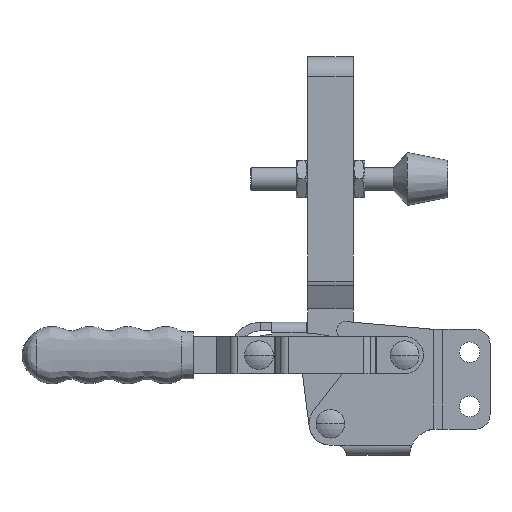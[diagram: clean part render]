
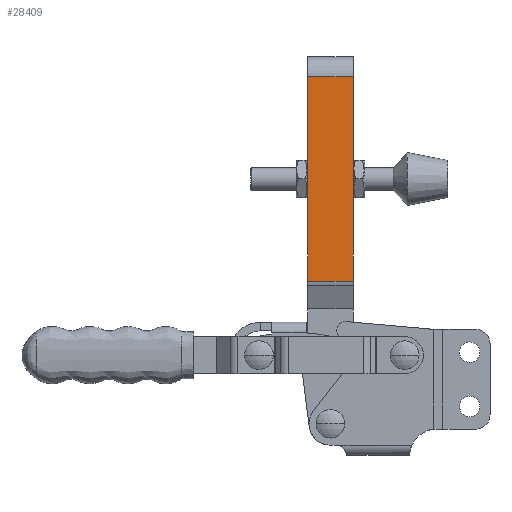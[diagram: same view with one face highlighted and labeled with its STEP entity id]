
A CAD part, left-side view. The second image highlights one B-rep face of the part: STEP entity #28409.
In plain terms, the highlighted face is planar.
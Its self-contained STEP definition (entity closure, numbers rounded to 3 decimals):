
#3303 = EDGE_CURVE ( 'NONE', #18190, #29477, #5229, .T. ) ;
#3363 = EDGE_CURVE ( 'NONE', #18187, #29467, #5326, .T. ) ;
#3403 = EDGE_CURVE ( 'NONE', #18187, #18190, #5383, .T. ) ;
#3418 = EDGE_CURVE ( 'NONE', #29467, #29477, #5405, .T. ) ;
#5229 = LINE ( 'NONE', #28658, #5233 ) ;
#5233 = VECTOR ( 'NONE', #28663, 1000. ) ;
#5326 = LINE ( 'NONE', #28805, #5329 ) ;
#5329 = VECTOR ( 'NONE', #28801, 1000. ) ;
#5383 = LINE ( 'NONE', #28905, #5387 ) ;
#5387 = VECTOR ( 'NONE', #28911, 1000. ) ;
#5405 = LINE ( 'NONE', #14194, #5408 ) ;
#5408 = VECTOR ( 'NONE', #14195, 1000. ) ;
#10167 = CARTESIAN_POINT ( 'NONE',  ( 7.15, 4.5, 0. ) ) ;
#10170 = CARTESIAN_POINT ( 'NONE',  ( 7.15, 4.5, 71.4 ) ) ;
#12413 = FACE_OUTER_BOUND ( 'NONE', #17799, .T. ) ;
#14194 = CARTESIAN_POINT ( 'NONE',  ( 7.15, 20.5, 0. ) ) ;
#14195 = DIRECTION ( 'NONE',  ( 0., 0., 1. ) ) ;
#17176 = ORIENTED_EDGE ( 'NONE', *, *, #3303, .F. ) ;
#17205 = ORIENTED_EDGE ( 'NONE', *, *, #3403, .F. ) ;
#17234 = ORIENTED_EDGE ( 'NONE', *, *, #3363, .T. ) ;
#17304 = ORIENTED_EDGE ( 'NONE', *, *, #3418, .T. ) ;
#17799 = EDGE_LOOP ( 'NONE', ( #17234, #17304, #17176, #17205 ) ) ;
#18187 = VERTEX_POINT ( 'NONE', #10167 ) ;
#18190 = VERTEX_POINT ( 'NONE', #10170 ) ;
#24798 = CARTESIAN_POINT ( 'NONE',  ( 7.15, 0., 200. ) ) ;
#24803 = PLANE ( 'NONE',  #26412 ) ;
#24806 = DIRECTION ( 'NONE',  ( -1., 0., 0. ) ) ;
#24807 = DIRECTION ( 'NONE',  ( 0., 0., 1. ) ) ;
#25003 = CARTESIAN_POINT ( 'NONE',  ( 7.15, 20.5, 0. ) ) ;
#25016 = CARTESIAN_POINT ( 'NONE',  ( 7.15, 20.5, 71.4 ) ) ;
#26412 = AXIS2_PLACEMENT_3D ( 'NONE', #24798, #24806, #24807 ) ;
#28409 = ADVANCED_FACE ( 'NONE', ( #12413 ), #24803, .F. ) ;
#28658 = CARTESIAN_POINT ( 'NONE',  ( 7.15, 0., 71.4 ) ) ;
#28663 = DIRECTION ( 'NONE',  ( 0., 1., 0. ) ) ;
#28801 = DIRECTION ( 'NONE',  ( 0., 1., 0. ) ) ;
#28805 = CARTESIAN_POINT ( 'NONE',  ( 7.15, 0., 0. ) ) ;
#28905 = CARTESIAN_POINT ( 'NONE',  ( 7.15, 4.5, 0. ) ) ;
#28911 = DIRECTION ( 'NONE',  ( 0., 0., 1. ) ) ;
#29467 = VERTEX_POINT ( 'NONE', #25003 ) ;
#29477 = VERTEX_POINT ( 'NONE', #25016 ) ;
